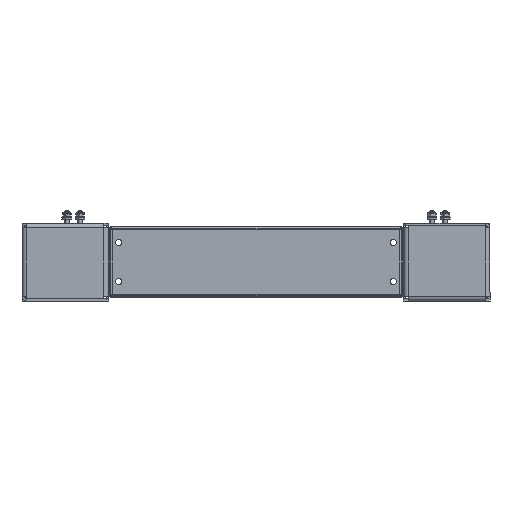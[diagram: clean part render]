
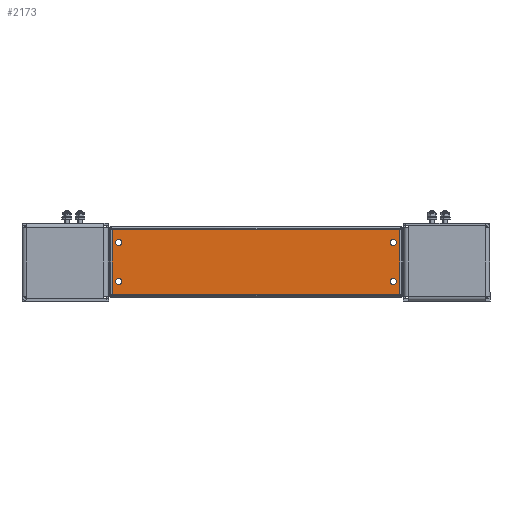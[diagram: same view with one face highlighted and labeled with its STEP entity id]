
A CAD part, left-side view. The second image highlights one B-rep face of the part: STEP entity #2173.
In plain terms, the highlighted face is planar.
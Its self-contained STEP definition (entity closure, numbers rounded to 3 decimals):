
#20 = FACE_OUTER_BOUND ( 'NONE', #2669, .T. ) ;
#68 = ORIENTED_EDGE ( 'NONE', *, *, #8977, .T. ) ;
#130 = FACE_BOUND ( 'NONE', #10420, .T. ) ;
#348 = VERTEX_POINT ( 'NONE', #5698 ) ;
#370 = DIRECTION ( 'NONE',  ( 0., 0., 1. ) ) ;
#403 = AXIS2_PLACEMENT_3D ( 'NONE', #9496, #1546, #10398 ) ;
#642 = CARTESIAN_POINT ( 'NONE',  ( 184.5, 41.5, 0. ) ) ;
#955 = VECTOR ( 'NONE', #4008, 1000. ) ;
#1028 = ORIENTED_EDGE ( 'NONE', *, *, #9924, .T. ) ;
#1239 = EDGE_LOOP ( 'NONE', ( #6913, #8357 ) ) ;
#1329 = EDGE_CURVE ( 'NONE', #5110, #6506, #5997, .T. ) ;
#1370 = CIRCLE ( 'NONE', #3551, 4. ) ;
#1475 = EDGE_CURVE ( 'NONE', #10323, #1890, #6265, .T. ) ;
#1514 = EDGE_CURVE ( 'NONE', #9632, #7396, #3777, .T. ) ;
#1546 = DIRECTION ( 'NONE',  ( 0., 0., 1. ) ) ;
#1614 = DIRECTION ( 'NONE',  ( 1., 0., 0. ) ) ;
#1746 = CARTESIAN_POINT ( 'NONE',  ( -172., 25., 0. ) ) ;
#1785 = CARTESIAN_POINT ( 'NONE',  ( 0., 0., 0. ) ) ;
#1890 = VERTEX_POINT ( 'NONE', #9269 ) ;
#1952 = EDGE_LOOP ( 'NONE', ( #9265, #6807 ) ) ;
#2173 = ADVANCED_FACE ( 'NONE', ( #4855, #8102, #130, #5005, #20 ), #9060, .F. ) ;
#2235 = CARTESIAN_POINT ( 'NONE',  ( -172., -25., 0. ) ) ;
#2289 = EDGE_CURVE ( 'NONE', #7730, #3383, #8473, .T. ) ;
#2302 = VECTOR ( 'NONE', #9885, 1000. ) ;
#2519 = EDGE_LOOP ( 'NONE', ( #5875, #9239 ) ) ;
#2669 = EDGE_LOOP ( 'NONE', ( #9504, #68, #10093, #1028 ) ) ;
#2973 = DIRECTION ( 'NONE',  ( -1., 0., 0. ) ) ;
#3073 = EDGE_CURVE ( 'NONE', #5757, #10354, #10364, .T. ) ;
#3103 = DIRECTION ( 'NONE',  ( 1., 0., 0. ) ) ;
#3256 = LINE ( 'NONE', #8052, #955 ) ;
#3262 = DIRECTION ( 'NONE',  ( 0., 0., -1. ) ) ;
#3383 = VERTEX_POINT ( 'NONE', #7012 ) ;
#3491 = CIRCLE ( 'NONE', #4013, 4. ) ;
#3551 = AXIS2_PLACEMENT_3D ( 'NONE', #4224, #6528, #9020 ) ;
#3610 = VECTOR ( 'NONE', #7232, 1000. ) ;
#3620 = CARTESIAN_POINT ( 'NONE',  ( 184.5, -45., 0. ) ) ;
#3645 = DIRECTION ( 'NONE',  ( 1., 0., 0. ) ) ;
#3777 = CIRCLE ( 'NONE', #403, 4. ) ;
#3894 = AXIS2_PLACEMENT_3D ( 'NONE', #6766, #5115, #4366 ) ;
#4008 = DIRECTION ( 'NONE',  ( 0., -1., 0. ) ) ;
#4013 = AXIS2_PLACEMENT_3D ( 'NONE', #4310, #9459, #3103 ) ;
#4224 = CARTESIAN_POINT ( 'NONE',  ( -176., -25., 0. ) ) ;
#4250 = LINE ( 'NONE', #3620, #2302 ) ;
#4310 = CARTESIAN_POINT ( 'NONE',  ( -176., 25., 0. ) ) ;
#4338 = CARTESIAN_POINT ( 'NONE',  ( -184.5, -41.5, 0. ) ) ;
#4366 = DIRECTION ( 'NONE',  ( -1., 0., 0. ) ) ;
#4855 = FACE_BOUND ( 'NONE', #1952, .T. ) ;
#5005 = FACE_BOUND ( 'NONE', #2519, .T. ) ;
#5110 = VERTEX_POINT ( 'NONE', #9659 ) ;
#5115 = DIRECTION ( 'NONE',  ( 0., 0., 1. ) ) ;
#5246 = AXIS2_PLACEMENT_3D ( 'NONE', #10363, #9635, #1614 ) ;
#5356 = CIRCLE ( 'NONE', #10259, 4. ) ;
#5698 = CARTESIAN_POINT ( 'NONE',  ( -180., 25., 0. ) ) ;
#5757 = VERTEX_POINT ( 'NONE', #9349 ) ;
#5798 = AXIS2_PLACEMENT_3D ( 'NONE', #9521, #8738, #8838 ) ;
#5875 = ORIENTED_EDGE ( 'NONE', *, *, #10192, .F. ) ;
#5997 = LINE ( 'NONE', #4338, #6109 ) ;
#6046 = CARTESIAN_POINT ( 'NONE',  ( -176., 25., 0. ) ) ;
#6055 = CARTESIAN_POINT ( 'NONE',  ( 180., -25., 0. ) ) ;
#6109 = VECTOR ( 'NONE', #3645, 1000. ) ;
#6155 = DIRECTION ( 'NONE',  ( 1., 0., 0. ) ) ;
#6265 = LINE ( 'NONE', #642, #3610 ) ;
#6378 = CARTESIAN_POINT ( 'NONE',  ( 176., 25., 0. ) ) ;
#6442 = CIRCLE ( 'NONE', #5246, 4. ) ;
#6506 = VERTEX_POINT ( 'NONE', #9077 ) ;
#6528 = DIRECTION ( 'NONE',  ( 0., 0., 1. ) ) ;
#6558 = DIRECTION ( 'NONE',  ( -1., 0., 0. ) ) ;
#6766 = CARTESIAN_POINT ( 'NONE',  ( -176., -25., 0. ) ) ;
#6807 = ORIENTED_EDGE ( 'NONE', *, *, #1514, .F. ) ;
#6911 = ORIENTED_EDGE ( 'NONE', *, *, #2289, .F. ) ;
#6913 = ORIENTED_EDGE ( 'NONE', *, *, #7167, .F. ) ;
#7012 = CARTESIAN_POINT ( 'NONE',  ( -180., -25., 0. ) ) ;
#7050 = CARTESIAN_POINT ( 'NONE',  ( 172., 25., 0. ) ) ;
#7167 = EDGE_CURVE ( 'NONE', #10354, #5757, #6442, .T. ) ;
#7232 = DIRECTION ( 'NONE',  ( -1., 0., 0. ) ) ;
#7282 = DIRECTION ( 'NONE',  ( 0., 0., 1. ) ) ;
#7396 = VERTEX_POINT ( 'NONE', #8562 ) ;
#7546 = AXIS2_PLACEMENT_3D ( 'NONE', #1785, #3262, #6558 ) ;
#7707 = EDGE_CURVE ( 'NONE', #7396, #9632, #8988, .T. ) ;
#7730 = VERTEX_POINT ( 'NONE', #2235 ) ;
#7789 = CARTESIAN_POINT ( 'NONE',  ( 184.5, 41.5, 0. ) ) ;
#7845 = EDGE_CURVE ( 'NONE', #3383, #7730, #1370, .T. ) ;
#8052 = CARTESIAN_POINT ( 'NONE',  ( -184.5, 45., 0. ) ) ;
#8102 = FACE_BOUND ( 'NONE', #1239, .T. ) ;
#8235 = ORIENTED_EDGE ( 'NONE', *, *, #7845, .F. ) ;
#8357 = ORIENTED_EDGE ( 'NONE', *, *, #3073, .F. ) ;
#8473 = CIRCLE ( 'NONE', #3894, 4. ) ;
#8562 = CARTESIAN_POINT ( 'NONE',  ( 180., 25., 0. ) ) ;
#8653 = AXIS2_PLACEMENT_3D ( 'NONE', #6378, #7282, #2973 ) ;
#8738 = DIRECTION ( 'NONE',  ( 0., 0., 1. ) ) ;
#8838 = DIRECTION ( 'NONE',  ( 1., 0., 0. ) ) ;
#8977 = EDGE_CURVE ( 'NONE', #6506, #10323, #4250, .T. ) ;
#8988 = CIRCLE ( 'NONE', #8653, 4. ) ;
#9020 = DIRECTION ( 'NONE',  ( -1., 0., 0. ) ) ;
#9060 = PLANE ( 'NONE',  #7546 ) ;
#9077 = CARTESIAN_POINT ( 'NONE',  ( 184.5, -41.5, 0. ) ) ;
#9223 = EDGE_CURVE ( 'NONE', #348, #9556, #5356, .T. ) ;
#9239 = ORIENTED_EDGE ( 'NONE', *, *, #9223, .F. ) ;
#9265 = ORIENTED_EDGE ( 'NONE', *, *, #7707, .F. ) ;
#9269 = CARTESIAN_POINT ( 'NONE',  ( -184.5, 41.5, 0. ) ) ;
#9349 = CARTESIAN_POINT ( 'NONE',  ( 172., -25., 0. ) ) ;
#9459 = DIRECTION ( 'NONE',  ( 0., 0., 1. ) ) ;
#9496 = CARTESIAN_POINT ( 'NONE',  ( 176., 25., 0. ) ) ;
#9504 = ORIENTED_EDGE ( 'NONE', *, *, #1329, .T. ) ;
#9521 = CARTESIAN_POINT ( 'NONE',  ( 176., -25., 0. ) ) ;
#9556 = VERTEX_POINT ( 'NONE', #1746 ) ;
#9632 = VERTEX_POINT ( 'NONE', #7050 ) ;
#9635 = DIRECTION ( 'NONE',  ( 0., 0., 1. ) ) ;
#9659 = CARTESIAN_POINT ( 'NONE',  ( -184.5, -41.5, 0. ) ) ;
#9885 = DIRECTION ( 'NONE',  ( 0., 1., 0. ) ) ;
#9924 = EDGE_CURVE ( 'NONE', #1890, #5110, #3256, .T. ) ;
#10093 = ORIENTED_EDGE ( 'NONE', *, *, #1475, .T. ) ;
#10192 = EDGE_CURVE ( 'NONE', #9556, #348, #3491, .T. ) ;
#10259 = AXIS2_PLACEMENT_3D ( 'NONE', #6046, #370, #6155 ) ;
#10323 = VERTEX_POINT ( 'NONE', #7789 ) ;
#10354 = VERTEX_POINT ( 'NONE', #6055 ) ;
#10363 = CARTESIAN_POINT ( 'NONE',  ( 176., -25., 0. ) ) ;
#10364 = CIRCLE ( 'NONE', #5798, 4. ) ;
#10398 = DIRECTION ( 'NONE',  ( -1., 0., 0. ) ) ;
#10420 = EDGE_LOOP ( 'NONE', ( #6911, #8235 ) ) ;
